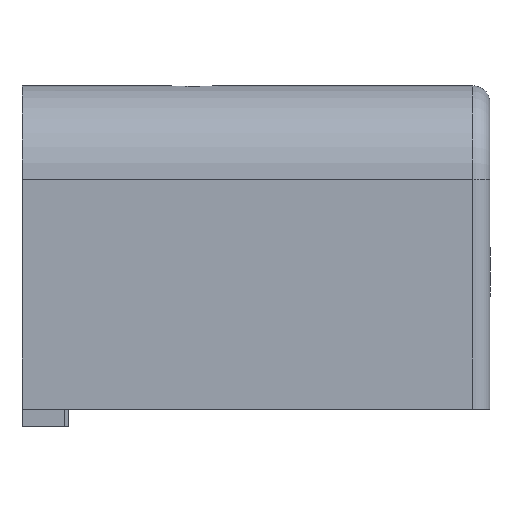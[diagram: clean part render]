
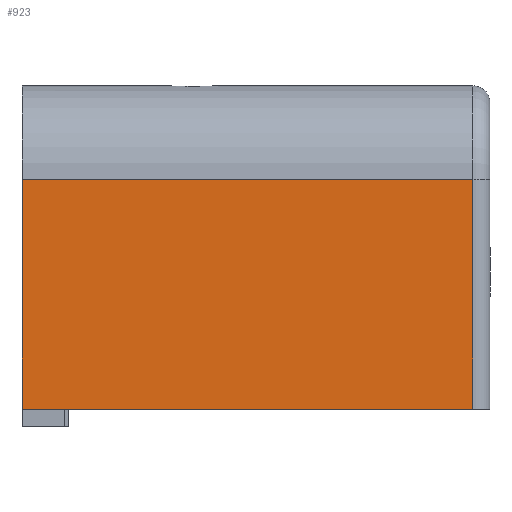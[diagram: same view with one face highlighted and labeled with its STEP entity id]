
A CAD part, left-side view. The second image highlights one B-rep face of the part: STEP entity #923.
In plain terms, the highlighted planar face has unit normal (-1, 0, 0).
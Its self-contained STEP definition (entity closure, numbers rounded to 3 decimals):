
#175 = PLANE('',#176);
#176 = AXIS2_PLACEMENT_3D('',#177,#178,#179);
#177 = CARTESIAN_POINT('',(-15.,0.,0.));
#178 = DIRECTION('',(0.,0.,1.));
#179 = DIRECTION('',(1.,0.,0.));
#203 = CYLINDRICAL_SURFACE('',#204,2.);
#204 = AXIS2_PLACEMENT_3D('',#205,#206,#207);
#205 = CARTESIAN_POINT('',(-13.,-53.,27.));
#206 = DIRECTION('',(0.,0.,-1.));
#207 = DIRECTION('',(-1.,0.,0.));
#431 = VERTEX_POINT('',#432);
#432 = CARTESIAN_POINT('',(-15.,-5.5,0.));
#458 = EDGE_CURVE('',#431,#459,#461,.T.);
#459 = VERTEX_POINT('',#460);
#460 = CARTESIAN_POINT('',(-15.,-53.,0.));
#461 = SURFACE_CURVE('',#462,(#466,#473),.PCURVE_S1.);
#462 = LINE('',#463,#464);
#463 = CARTESIAN_POINT('',(-15.,0.,0.));
#464 = VECTOR('',#465,1.);
#465 = DIRECTION('',(0.,-1.,0.));
#466 = PCURVE('',#175,#467);
#467 = DEFINITIONAL_REPRESENTATION('',(#468),#472);
#468 = LINE('',#469,#470);
#469 = CARTESIAN_POINT('',(0.,0.));
#470 = VECTOR('',#471,1.);
#471 = DIRECTION('',(0.,-1.));
#472 = ( GEOMETRIC_REPRESENTATION_CONTEXT(2) 
PARAMETRIC_REPRESENTATION_CONTEXT() REPRESENTATION_CONTEXT('2D SPACE',''
  ) );
#473 = PCURVE('',#474,#479);
#474 = PLANE('',#475);
#475 = AXIS2_PLACEMENT_3D('',#476,#477,#478);
#476 = CARTESIAN_POINT('',(-15.,0.,38.));
#477 = DIRECTION('',(1.,0.,0.));
#478 = DIRECTION('',(0.,0.,-1.));
#479 = DEFINITIONAL_REPRESENTATION('',(#480),#484);
#480 = LINE('',#481,#482);
#481 = CARTESIAN_POINT('',(38.,0.));
#482 = VECTOR('',#483,1.);
#483 = DIRECTION('',(0.,-1.));
#484 = ( GEOMETRIC_REPRESENTATION_CONTEXT(2) 
PARAMETRIC_REPRESENTATION_CONTEXT() REPRESENTATION_CONTEXT('2D SPACE',''
  ) );
#570 = VERTEX_POINT('',#571);
#571 = CARTESIAN_POINT('',(-15.,-53.,27.));
#595 = EDGE_CURVE('',#570,#459,#596,.T.);
#596 = SURFACE_CURVE('',#597,(#601,#608),.PCURVE_S1.);
#597 = LINE('',#598,#599);
#598 = CARTESIAN_POINT('',(-15.,-53.,27.));
#599 = VECTOR('',#600,1.);
#600 = DIRECTION('',(0.,0.,-1.));
#601 = PCURVE('',#203,#602);
#602 = DEFINITIONAL_REPRESENTATION('',(#603),#607);
#603 = LINE('',#604,#605);
#604 = CARTESIAN_POINT('',(-0.,0.));
#605 = VECTOR('',#606,1.);
#606 = DIRECTION('',(-0.,1.));
#607 = ( GEOMETRIC_REPRESENTATION_CONTEXT(2) 
PARAMETRIC_REPRESENTATION_CONTEXT() REPRESENTATION_CONTEXT('2D SPACE',''
  ) );
#608 = PCURVE('',#474,#609);
#609 = DEFINITIONAL_REPRESENTATION('',(#610),#614);
#610 = LINE('',#611,#612);
#611 = CARTESIAN_POINT('',(11.,-53.));
#612 = VECTOR('',#613,1.);
#613 = DIRECTION('',(1.,0.));
#614 = ( GEOMETRIC_REPRESENTATION_CONTEXT(2) 
PARAMETRIC_REPRESENTATION_CONTEXT() REPRESENTATION_CONTEXT('2D SPACE',''
  ) );
#708 = CYLINDRICAL_SURFACE('',#709,11.);
#709 = AXIS2_PLACEMENT_3D('',#710,#711,#712);
#710 = CARTESIAN_POINT('',(-4.,0.,27.));
#711 = DIRECTION('',(0.,-1.,0.));
#712 = DIRECTION('',(0.,0.,1.));
#856 = PLANE('',#857);
#857 = AXIS2_PLACEMENT_3D('',#858,#859,#860);
#858 = CARTESIAN_POINT('',(0.,0.,20.122));
#859 = DIRECTION('',(0.,1.,0.));
#860 = DIRECTION('',(0.,0.,1.));
#923 = ADVANCED_FACE('',(#924),#474,.F.);
#924 = FACE_BOUND('',#925,.F.);
#925 = EDGE_LOOP('',(#926,#949,#950,#951,#979,#1007));
#926 = ORIENTED_EDGE('',*,*,#927,.T.);
#927 = EDGE_CURVE('',#928,#570,#930,.T.);
#928 = VERTEX_POINT('',#929);
#929 = CARTESIAN_POINT('',(-15.,0.,27.));
#930 = SURFACE_CURVE('',#931,(#935,#942),.PCURVE_S1.);
#931 = LINE('',#932,#933);
#932 = CARTESIAN_POINT('',(-15.,0.,27.));
#933 = VECTOR('',#934,1.);
#934 = DIRECTION('',(0.,-1.,0.));
#935 = PCURVE('',#474,#936);
#936 = DEFINITIONAL_REPRESENTATION('',(#937),#941);
#937 = LINE('',#938,#939);
#938 = CARTESIAN_POINT('',(11.,0.));
#939 = VECTOR('',#940,1.);
#940 = DIRECTION('',(0.,-1.));
#941 = ( GEOMETRIC_REPRESENTATION_CONTEXT(2) 
PARAMETRIC_REPRESENTATION_CONTEXT() REPRESENTATION_CONTEXT('2D SPACE',''
  ) );
#942 = PCURVE('',#708,#943);
#943 = DEFINITIONAL_REPRESENTATION('',(#944),#948);
#944 = LINE('',#945,#946);
#945 = CARTESIAN_POINT('',(1.571,0.));
#946 = VECTOR('',#947,1.);
#947 = DIRECTION('',(0.,1.));
#948 = ( GEOMETRIC_REPRESENTATION_CONTEXT(2) 
PARAMETRIC_REPRESENTATION_CONTEXT() REPRESENTATION_CONTEXT('2D SPACE',''
  ) );
#949 = ORIENTED_EDGE('',*,*,#595,.T.);
#950 = ORIENTED_EDGE('',*,*,#458,.F.);
#951 = ORIENTED_EDGE('',*,*,#952,.F.);
#952 = EDGE_CURVE('',#953,#431,#955,.T.);
#953 = VERTEX_POINT('',#954);
#954 = CARTESIAN_POINT('',(-15.,-5.,0.));
#955 = SURFACE_CURVE('',#956,(#960,#967),.PCURVE_S1.);
#956 = LINE('',#957,#958);
#957 = CARTESIAN_POINT('',(-15.,-5.,0.));
#958 = VECTOR('',#959,1.);
#959 = DIRECTION('',(0.,-1.,0.));
#960 = PCURVE('',#474,#961);
#961 = DEFINITIONAL_REPRESENTATION('',(#962),#966);
#962 = LINE('',#963,#964);
#963 = CARTESIAN_POINT('',(38.,-5.));
#964 = VECTOR('',#965,1.);
#965 = DIRECTION('',(0.,-1.));
#966 = ( GEOMETRIC_REPRESENTATION_CONTEXT(2) 
PARAMETRIC_REPRESENTATION_CONTEXT() REPRESENTATION_CONTEXT('2D SPACE',''
  ) );
#967 = PCURVE('',#968,#973);
#968 = PLANE('',#969);
#969 = AXIS2_PLACEMENT_3D('',#970,#971,#972);
#970 = CARTESIAN_POINT('',(-15.,-5.,0.));
#971 = DIRECTION('',(1.,0.,0.));
#972 = DIRECTION('',(0.,0.,-1.));
#973 = DEFINITIONAL_REPRESENTATION('',(#974),#978);
#974 = LINE('',#975,#976);
#975 = CARTESIAN_POINT('',(0.,0.));
#976 = VECTOR('',#977,1.);
#977 = DIRECTION('',(0.,-1.));
#978 = ( GEOMETRIC_REPRESENTATION_CONTEXT(2) 
PARAMETRIC_REPRESENTATION_CONTEXT() REPRESENTATION_CONTEXT('2D SPACE',''
  ) );
#979 = ORIENTED_EDGE('',*,*,#980,.F.);
#980 = EDGE_CURVE('',#981,#953,#983,.T.);
#981 = VERTEX_POINT('',#982);
#982 = CARTESIAN_POINT('',(-15.,0.,-0.));
#983 = SURFACE_CURVE('',#984,(#988,#995),.PCURVE_S1.);
#984 = LINE('',#985,#986);
#985 = CARTESIAN_POINT('',(-15.,0.,0.));
#986 = VECTOR('',#987,1.);
#987 = DIRECTION('',(0.,-1.,0.));
#988 = PCURVE('',#474,#989);
#989 = DEFINITIONAL_REPRESENTATION('',(#990),#994);
#990 = LINE('',#991,#992);
#991 = CARTESIAN_POINT('',(38.,0.));
#992 = VECTOR('',#993,1.);
#993 = DIRECTION('',(0.,-1.));
#994 = ( GEOMETRIC_REPRESENTATION_CONTEXT(2) 
PARAMETRIC_REPRESENTATION_CONTEXT() REPRESENTATION_CONTEXT('2D SPACE',''
  ) );
#995 = PCURVE('',#996,#1001);
#996 = PLANE('',#997);
#997 = AXIS2_PLACEMENT_3D('',#998,#999,#1000);
#998 = CARTESIAN_POINT('',(-15.,-5.,0.));
#999 = DIRECTION('',(1.,0.,0.));
#1000 = DIRECTION('',(0.,1.,0.));
#1001 = DEFINITIONAL_REPRESENTATION('',(#1002),#1006);
#1002 = LINE('',#1003,#1004);
#1003 = CARTESIAN_POINT('',(5.,0.));
#1004 = VECTOR('',#1005,1.);
#1005 = DIRECTION('',(-1.,0.));
#1006 = ( GEOMETRIC_REPRESENTATION_CONTEXT(2) 
PARAMETRIC_REPRESENTATION_CONTEXT() REPRESENTATION_CONTEXT('2D SPACE',''
  ) );
#1007 = ORIENTED_EDGE('',*,*,#1008,.F.);
#1008 = EDGE_CURVE('',#928,#981,#1009,.T.);
#1009 = SURFACE_CURVE('',#1010,(#1014,#1021),.PCURVE_S1.);
#1010 = LINE('',#1011,#1012);
#1011 = CARTESIAN_POINT('',(-15.,0.,38.));
#1012 = VECTOR('',#1013,1.);
#1013 = DIRECTION('',(0.,0.,-1.));
#1014 = PCURVE('',#474,#1015);
#1015 = DEFINITIONAL_REPRESENTATION('',(#1016),#1020);
#1016 = LINE('',#1017,#1018);
#1017 = CARTESIAN_POINT('',(0.,0.));
#1018 = VECTOR('',#1019,1.);
#1019 = DIRECTION('',(1.,0.));
#1020 = ( GEOMETRIC_REPRESENTATION_CONTEXT(2) 
PARAMETRIC_REPRESENTATION_CONTEXT() REPRESENTATION_CONTEXT('2D SPACE',''
  ) );
#1021 = PCURVE('',#856,#1022);
#1022 = DEFINITIONAL_REPRESENTATION('',(#1023),#1027);
#1023 = LINE('',#1024,#1025);
#1024 = CARTESIAN_POINT('',(17.878,-15.));
#1025 = VECTOR('',#1026,1.);
#1026 = DIRECTION('',(-1.,0.));
#1027 = ( GEOMETRIC_REPRESENTATION_CONTEXT(2) 
PARAMETRIC_REPRESENTATION_CONTEXT() REPRESENTATION_CONTEXT('2D SPACE',''
  ) );
